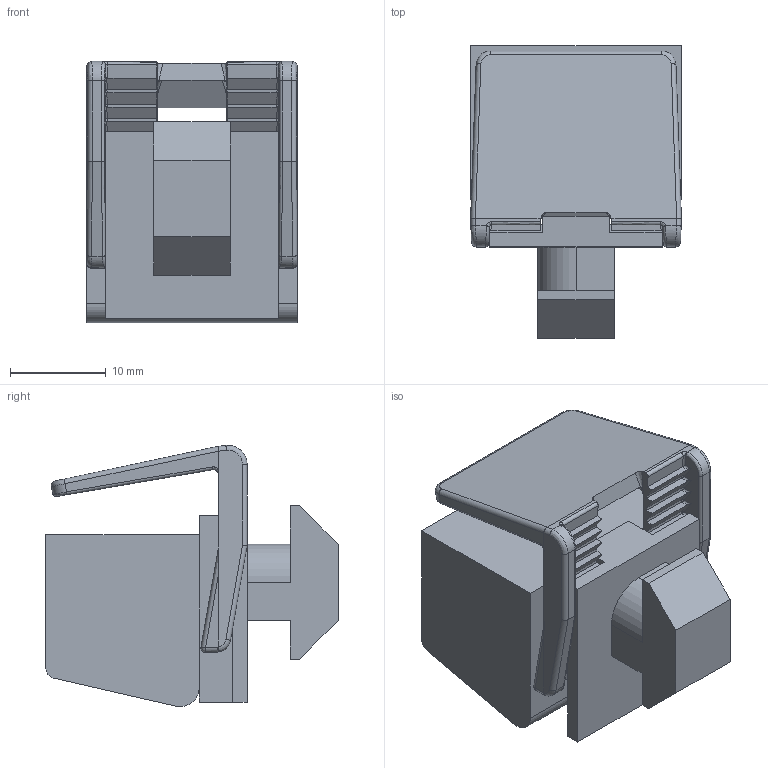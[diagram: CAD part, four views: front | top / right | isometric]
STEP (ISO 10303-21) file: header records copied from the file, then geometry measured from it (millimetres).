
FILE_DESCRIPTION (( 'STEP AP214' ), '1' );
FILE_NAME ('094204.STEP', '2018-04-23T11:35:04', ( '' ), ( '' ), 'SwSTEP 2.0', 'SolidWorks 2017', '' );
FILE_SCHEMA (( 'AUTOMOTIVE_DESIGN' ));
Length unit declared in the file: millimetre
Products named in the file (3): 094204; 094204r_094204; 094290_094 290
Assembly tree (2 placements, depth 2):
  094204
    094204r_094204
    094290_094 290
Bounding box: 22 x 30.5 x 27.26 mm (x, y, z)
Volume: 8773 mm3; surface area: 5032.7 mm2
Topology: 2 solids, 2 shells, 298 faces, 813 edges, 514 vertices
Faces by surface type: plane 147, cylinder 107, bspline 38, sphere 6
Entity records: 10136 total; most frequent: CARTESIAN_POINT 3297, ORIENTED_EDGE 1610, DIRECTION 1170, EDGE_CURVE 805, LINE 520, VECTOR 520, VERTEX_POINT 512, AXIS2_PLACEMENT_3D 325
